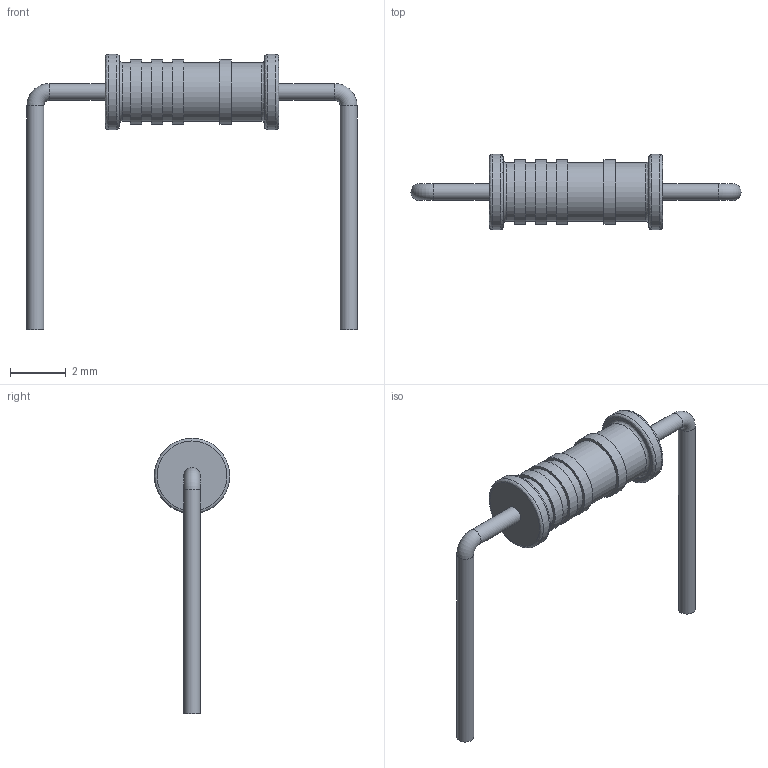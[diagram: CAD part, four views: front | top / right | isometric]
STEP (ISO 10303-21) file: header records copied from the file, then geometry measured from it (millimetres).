
FILE_DESCRIPTION(('FreeCAD Model'),'2;1');
FILE_NAME('Res250mW.step','2018-12-28T19:48:49',('Author'),(''), 'Open CASCADE STEP processor 7.2','FreeCAD','Unknown');
FILE_SCHEMA(('AUTOMOTIVE_DESIGN_CC2 { 1 2 10303 214 -1 1 5 4 }'));
Length unit declared in the file: millimetre
Products named in the file (12): Sweep; Sweep_(Mirror_#1); Body; Body003; Body004; Body002; Body001; Revolution002; Revolution001; Revolution; Revolution003; Revolution004
Bounding box: 11.8 x 2.7 x 9.85 mm (x, y, z)
Volume: 55.8 mm3; surface area: 210.9 mm2
Topology: 12 solids, 12 shells, 68 faces, 104 edges, 64 vertices
Faces by surface type: plane 28, cylinder 26, revolution 12, torus 2
Full cylindrical faces by diameter (mm): 0.6 x4, 2.1 x10, 2.3 x6, 2.32 x2, 2.7 x4
Entity records: 3195 total; most frequent: DIRECTION 533, CARTESIAN_POINT 474, ORIENTED_EDGE 208, PCURVE 208, DEFINITIONAL_REPRESENTATION 208, LINE 181, VECTOR 181, AXIS2_PLACEMENT_3D 147
